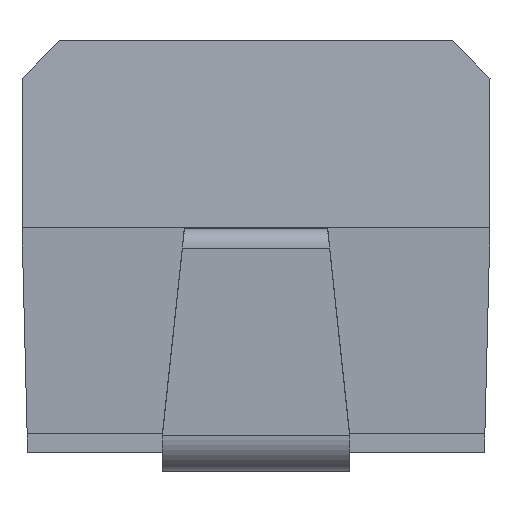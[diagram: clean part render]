
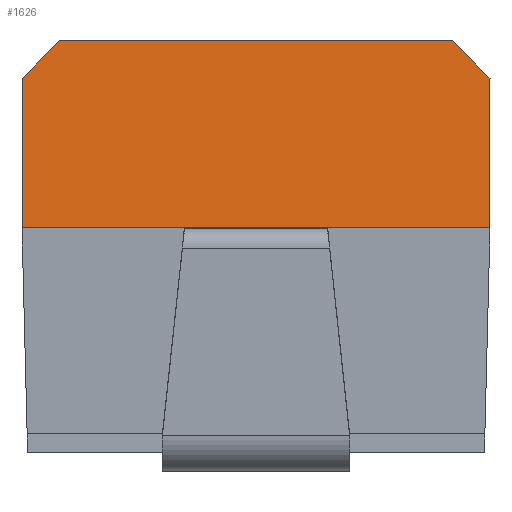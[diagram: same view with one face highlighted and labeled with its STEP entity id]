
A CAD part, front view. The second image highlights one B-rep face of the part: STEP entity #1626.
In plain terms, the highlighted free-form (B-spline) face has degree [1, 1] with [2, 2] control points.
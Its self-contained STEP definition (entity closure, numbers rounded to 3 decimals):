
#1030=CARTESIAN_POINT('',(1.05,-3.157,1.1));
#1031=VERTEX_POINT('',#1030);
#1044=CARTESIAN_POINT('',(-1.05,-3.157,1.1));
#1045=VERTEX_POINT('',#1044);
#1051=CARTESIAN_POINT('',(1.05,-3.157,1.1));
#1052=CARTESIAN_POINT('',(-1.05,-3.157,1.1));
#1053=B_SPLINE_CURVE_WITH_KNOTS('',1,(#1051,#1052),.POLYLINE_FORM.,.F.,.U.,(2,2),(0.514,0.944),.UNSPECIFIED.);
#1054=EDGE_CURVE('',#1031,#1045,#1053,.T.);
#1518=CARTESIAN_POINT('',(1.25,-3.166,0.9));
#1519=VERTEX_POINT('',#1518);
#1531=CARTESIAN_POINT('',(1.25,-3.166,0.9));
#1532=CARTESIAN_POINT('',(1.05,-3.157,1.1));
#1533=B_SPLINE_CURVE_WITH_KNOTS('',1,(#1531,#1532),.POLYLINE_FORM.,.F.,.U.,(2,2),(0.879,0.961),.UNSPECIFIED.);
#1534=EDGE_CURVE('',#1519,#1031,#1533,.T.);
#1580=CARTESIAN_POINT('',(-1.25,-3.166,0.9));
#1581=VERTEX_POINT('',#1580);
#1587=CARTESIAN_POINT('',(-1.05,-3.157,1.1));
#1588=CARTESIAN_POINT('',(-1.25,-3.166,0.9));
#1589=B_SPLINE_CURVE_WITH_KNOTS('',1,(#1587,#1588),.POLYLINE_FORM.,.F.,.U.,(2,2),(0.499,0.557),.UNSPECIFIED.);
#1590=EDGE_CURVE('',#1045,#1581,#1589,.T.);
#1597=CARTESIAN_POINT('',(1.25,-3.148,1.312));
#1598=CARTESIAN_POINT('',(-3.487,-3.148,1.312));
#1599=CARTESIAN_POINT('',(1.25,-3.2,0.1));
#1600=CARTESIAN_POINT('',(-3.487,-3.2,0.1));
#1601=B_SPLINE_SURFACE_WITH_KNOTS('',1,1,((#1597,#1598),(#1599,#1600)),.PLANE_SURF.,.F.,.F.,.U.,(2,2),(2,2),(0.,1.),(0.,1.),.UNSPECIFIED.);
#1602=CARTESIAN_POINT('',(1.25,-3.2,0.1));
#1603=VERTEX_POINT('',#1602);
#1604=CARTESIAN_POINT('',(-1.25,-3.2,0.1));
#1605=VERTEX_POINT('',#1604);
#1606=CARTESIAN_POINT('',(1.25,-3.2,0.1));
#1607=CARTESIAN_POINT('',(-1.25,-3.2,0.1));
#1608=B_SPLINE_CURVE_WITH_KNOTS('',1,(#1606,#1607),.POLYLINE_FORM.,.F.,.U.,(2,2),(0.,0.528),.UNSPECIFIED.);
#1609=EDGE_CURVE('',#1603,#1605,#1608,.T.);
#1610=ORIENTED_EDGE('',*,*,#1609,.T.);
#1611=CARTESIAN_POINT('',(-1.25,-3.166,0.9));
#1612=CARTESIAN_POINT('',(-1.25,-3.2,0.1));
#1613=B_SPLINE_CURVE_WITH_KNOTS('',1,(#1611,#1612),.POLYLINE_FORM.,.F.,.U.,(2,2),(0.363,0.526),.UNSPECIFIED.);
#1614=EDGE_CURVE('',#1581,#1605,#1613,.T.);
#1615=ORIENTED_EDGE('',*,*,#1614,.F.);
#1616=ORIENTED_EDGE('',*,*,#1590,.F.);
#1617=ORIENTED_EDGE('',*,*,#1054,.F.);
#1618=ORIENTED_EDGE('',*,*,#1534,.F.);
#1619=CARTESIAN_POINT('',(1.25,-3.166,0.9));
#1620=CARTESIAN_POINT('',(1.25,-3.2,0.1));
#1621=B_SPLINE_CURVE_WITH_KNOTS('',1,(#1619,#1620),.POLYLINE_FORM.,.F.,.U.,(2,2),(0.34,1.),.UNSPECIFIED.);
#1622=EDGE_CURVE('',#1519,#1603,#1621,.T.);
#1623=ORIENTED_EDGE('',*,*,#1622,.T.);
#1624=EDGE_LOOP('',(#1610,#1615,#1616,#1617,#1618,#1623));
#1625=FACE_OUTER_BOUND('',#1624,.F.);
#1626=ADVANCED_FACE('',(#1625),#1601,.F.);
